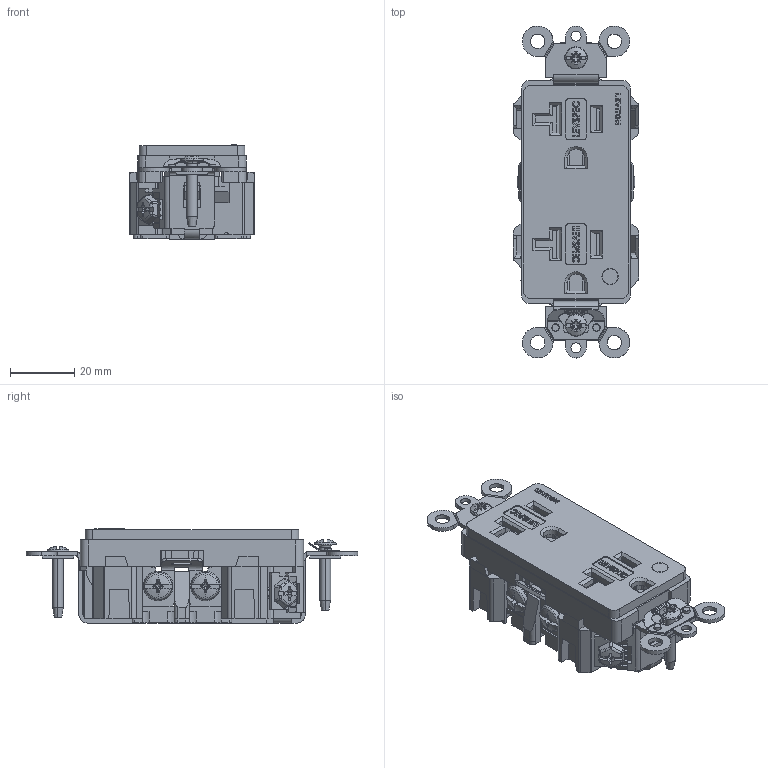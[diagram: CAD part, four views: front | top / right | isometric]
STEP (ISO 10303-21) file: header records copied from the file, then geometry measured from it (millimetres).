
FILE_DESCRIPTION (( 'STEP AP214' ), '1' );
FILE_NAME ('CATSTD-16362-PLX-M01.STEP', '2020-09-30T20:52:04', ( '' ), ( '' ), 'SwSTEP 2.0', 'SolidWorks 2020', '' );
FILE_SCHEMA (( 'AUTOMOTIVE_DESIGN' ));
Length unit declared in the file: inch
Products named in the file (1): CATSTD-16362-PLX-M01
Bounding box: 38.89 x 103.17 x 29.26 mm (x, y, z)
Volume: 22204.7 mm3; surface area: 29875.6 mm2
Topology: 16 solids, 16 shells, 2121 faces, 5934 edges, 3870 vertices
Faces by surface type: plane 1467, cylinder 345, cone 163, bspline 71, torus 51, sphere 24
Entity records: 102459 total; most frequent: CARTESIAN_POINT 21342, ORIENTED_EDGE 11840, DIRECTION 10191, EDGE_CURVE 5920, VECTOR 4077, LINE 4077, VERTEX_POINT 3870, AXIS2_PLACEMENT_3D 3057
